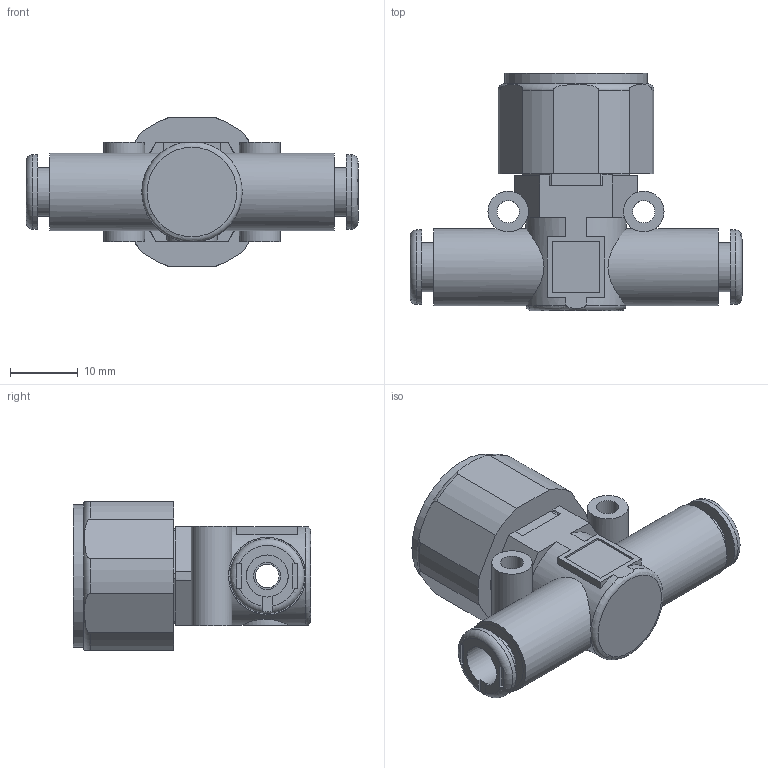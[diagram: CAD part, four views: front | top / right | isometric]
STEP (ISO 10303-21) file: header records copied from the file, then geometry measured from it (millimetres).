
FILE_DESCRIPTION( ( 'STEP AP214' ), ' ' );
FILE_NAME( '9067016.stp', '2017-03-31T09:47:20', ( '' ), ( '' ), ' ', 'PARTsolutions', ' ' );
FILE_SCHEMA( ( 'AUTOMOTIVE_DESIGN { 1 0 10303 214 1 1 1 1 }' ) );
Length unit declared in the file: millimetre
Products named in the file (4): 9067016; _LINE-ON-LINE D6 V2v/V3V_L body; _LINE-ON-LINE D6 VNR-L bushing; _LINE ON LINE D6 MAN-L man
Assembly tree (4 placements, depth 2):
  9067016
    _LINE-ON-LINE D6 V2v/V3V_L body
    _LINE-ON-LINE D6 VNR-L bushing  x2
    _LINE ON LINE D6 MAN-L man
Bounding box: 49 x 35 x 22 mm (x, y, z)
Volume: 9762.3 mm3; surface area: 7792.7 mm2
Topology: 4 solids, 4 shells, 206 faces, 499 edges, 331 vertices
Faces by surface type: plane 143, cylinder 55, torus 4, cone 4
Full cylindrical faces by diameter (mm): 3.3 x2, 3.5 x2, 4 x2, 6 x3, 6.2 x2, 7.2 x4, 7.6 x2, 9 x2, 9.6 x2, 10.3 x4, 11 x2, 11.4 x2, 11.6 x1, 17.61 x1, 17.91 x1, 18.86 x1, 20.96 x1
Entity records: 7177 total; most frequent: CARTESIAN_POINT 1575, DIRECTION 839, ORIENTED_EDGE 782, EDGE_CURVE 391, AXIS2_PLACEMENT_3D 294, VERTEX_POINT 280, EDGE_LOOP 255, LINE 251
